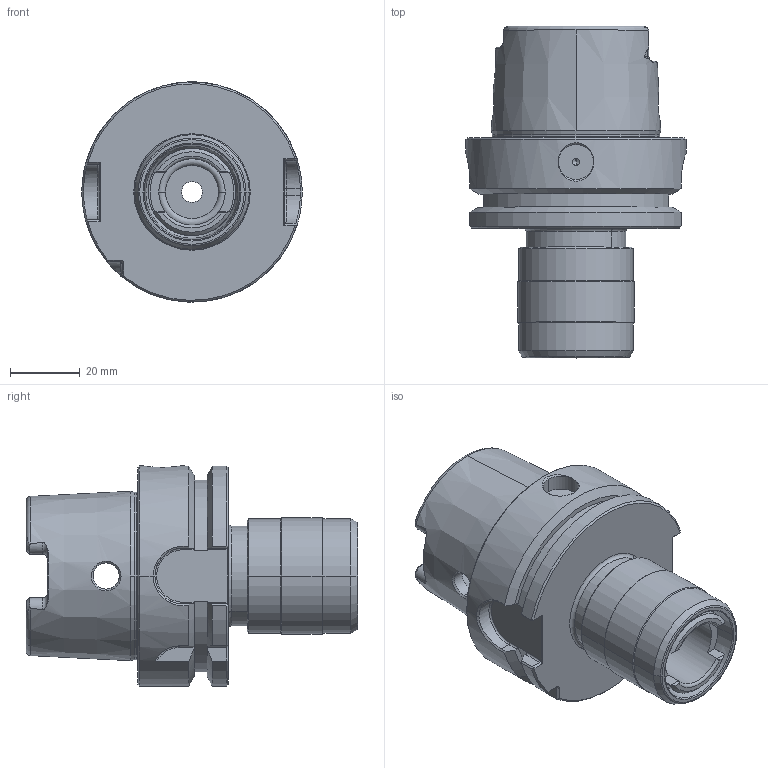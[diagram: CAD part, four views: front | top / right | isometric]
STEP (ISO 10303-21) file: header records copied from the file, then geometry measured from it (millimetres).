
FILE_DESCRIPTION((''),'2;1');
FILE_NAME('21480-H63A_SW0002','2018-05-11T',('040'),(''),'CREO PARAMETRIC BY PTC INC, 2016260','CREO PARAMETRIC BY PTC INC, 2016260','');
FILE_SCHEMA(('CONFIG_CONTROL_DESIGN'));
Length unit declared in the file: millimetre
Products named in the file (1): 21480-H63A_SW0002
Bounding box: 63 x 94.9 x 63 mm (x, y, z)
Volume: 100421.1 mm3; surface area: 33779.8 mm2
Topology: 1 solids, 2 shells, 318 faces, 790 edges, 486 vertices
Faces by surface type: plane 96, cylinder 92, cone 72, torus 46, bspline 12
Entity records: 11308 total; most frequent: CARTESIAN_POINT 3763, DIRECTION 1593, ORIENTED_EDGE 1576, EDGE_CURVE 788, AXIS2_PLACEMENT_3D 639, VERTEX_POINT 486, EDGE_LOOP 338, CIRCLE 333
